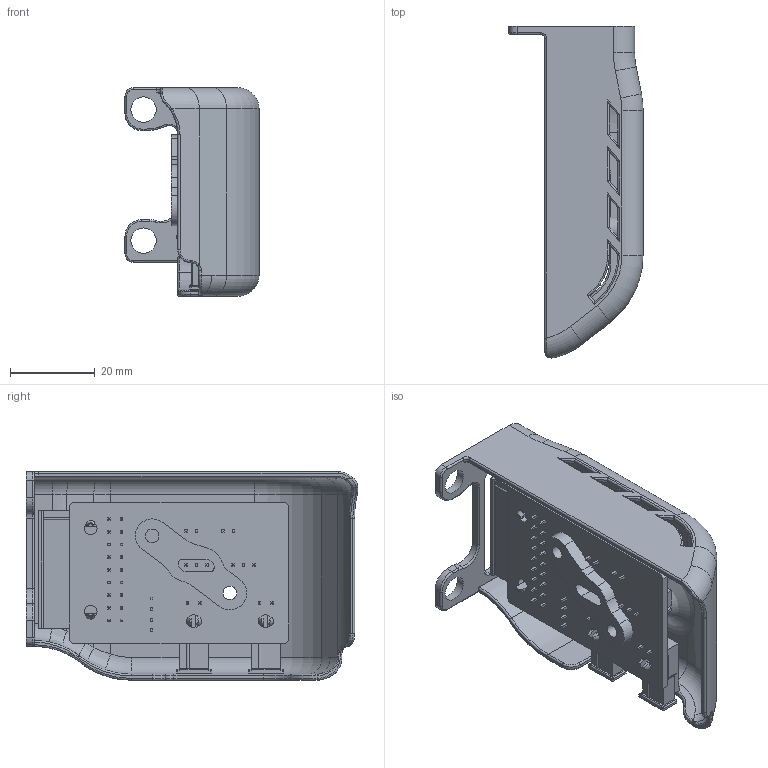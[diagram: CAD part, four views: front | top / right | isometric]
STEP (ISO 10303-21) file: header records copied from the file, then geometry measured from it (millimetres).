
FILE_DESCRIPTION(/* description */ (''),/* implementation_level */ '2;1');
FILE_NAME(/* name */ 'Toolhead PCB v1.1 v42.step',/* time_stamp */ '2022-07-16T02:45:24+02:00',/* author */ (''),/* organization */ (''),/* preprocessor_version */ 'ST-DEVELOPER v19',/* originating_system */ 'Autodesk Translation Framework v11.7.0.108',/* authorisation */ '');
FILE_SCHEMA (('AUTOMOTIVE_DESIGN { 1 0 10303 214 3 1 1 }'));
Products named in the file (15): Toolhead PCB v1.1; Toolhead; PCB; Adaptor; Components molex; 430451800; 436500200; 436450200; 430251800; Components jst-xh; JST-XH 2Pin; JST-XH 3Pin; JST-XH 4Pin; Cover; Spacer
Assembly tree (18 placements, depth 4):
  Toolhead PCB v1.1
    Toolhead
      PCB
      Adaptor
      Components molex
        430451800
        436500200  x2
        436450200  x2
        430251800
      Components jst-xh
        JST-XH 2Pin  x2
        JST-XH 3Pin  x2
        JST-XH 4Pin
      Cover
        Spacer
Bounding box: 31.73 x 78.52 x 49.3 mm (x, y, z)
Volume: 18405.8 mm3; surface area: 29092.7 mm2
Topology: 15 solids, 115 shells, 3105 faces, 7595 edges, 4860 vertices
Faces by surface type: plane 2640, bspline 223, cylinder 188, torus 44, cone 6, sphere 4
Full cylindrical faces by diameter (mm): 3 x4, 3.2 x6, 6 x4
Entity records: 72165 total; most frequent: CARTESIAN_POINT 15569, ORIENTED_EDGE 11786, DIRECTION 10572, EDGE_CURVE 5893, LINE 5214, VECTOR 5214, VERTEX_POINT 3758, AXIS2_PLACEMENT_3D 2679
